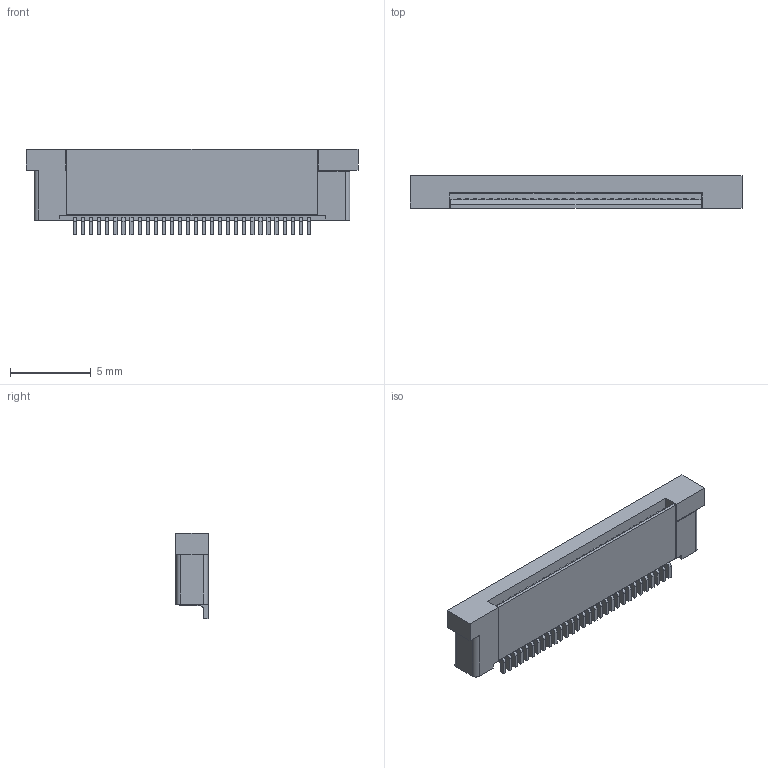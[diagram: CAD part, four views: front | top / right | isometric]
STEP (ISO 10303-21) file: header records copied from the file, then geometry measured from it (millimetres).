
FILE_DESCRIPTION(('STEP AP242'),'1');
FILE_NAME('x05b20l30t.stp','2022-03-28T03:03:49',('TraceParts'),('TraceParts S.A.'),'Spatial InterOp 3D',' ',' ');
FILE_SCHEMA(('AP242_MANAGED_MODEL_BASED_3D_ENGINEERING_MIM_LF {1 0 10303 442 1 1 4}'));
Length unit declared in the file: millimetre
Products named in the file (1): x05b20l30t
Bounding box: 20.6 x 2 x 5.3 mm (x, y, z)
Volume: 165.2 mm3; surface area: 417.8 mm2
Topology: 1 solids, 1 shells, 1021 faces, 2873 edges, 1874 vertices
Faces by surface type: plane 891, cylinder 130
Entity records: 32350 total; most frequent: CARTESIAN_POINT 5769, ORIENTED_EDGE 5746, DIRECTION 5177, EDGE_CURVE 2873, LINE 2613, VECTOR 2613, VERTEX_POINT 1874, AXIS2_PLACEMENT_3D 1282
